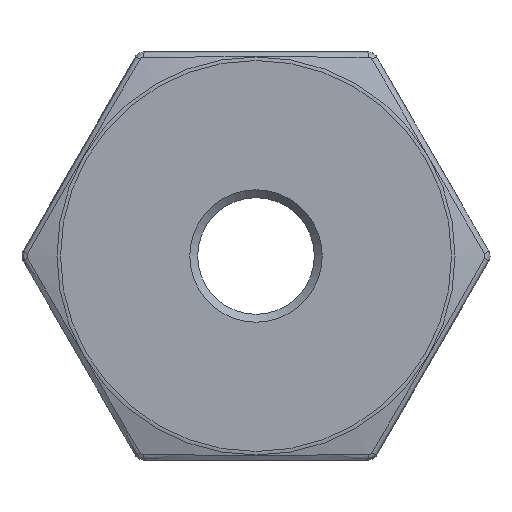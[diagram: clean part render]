
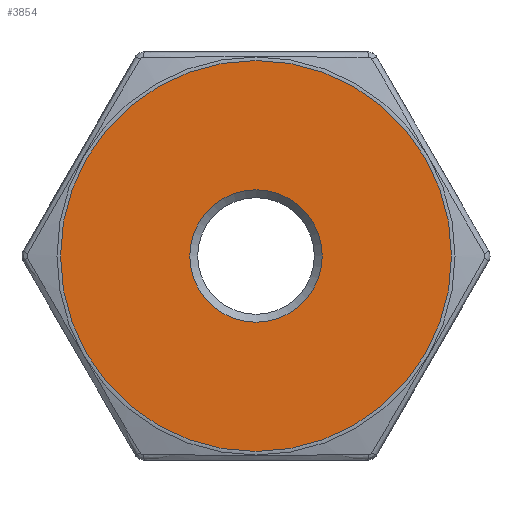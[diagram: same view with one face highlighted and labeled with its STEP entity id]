
A CAD part, left-side view. The second image highlights one B-rep face of the part: STEP entity #3854.
In plain terms, the highlighted planar face has unit normal (-1, 0, 0).
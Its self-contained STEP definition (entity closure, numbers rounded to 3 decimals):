
#1574 = ORIENTED_EDGE ( 'NONE', *, *, #3757, .F. ) ;
#3551 = DIRECTION ( 'NONE',  ( 0., -1., 0. ) ) ;
#3617 = AXIS2_PLACEMENT_3D ( 'NONE', #9214, #11585, #12978 ) ;
#3757 = EDGE_CURVE ( 'NONE', #11316, #11316, #12347, .T. ) ;
#3854 = ADVANCED_FACE ( 'NONE', ( #4394, #10728 ), #14413, .T. ) ;
#4394 = FACE_OUTER_BOUND ( 'NONE', #14545, .T. ) ;
#4484 = DIRECTION ( 'NONE',  ( -1., 0., 0. ) ) ;
#6512 = CIRCLE ( 'NONE', #3617, 14.368 ) ;
#6645 = EDGE_LOOP ( 'NONE', ( #1574 ) ) ;
#8332 = EDGE_CURVE ( 'NONE', #8932, #8932, #6512, .T. ) ;
#8705 = CARTESIAN_POINT ( 'NONE',  ( 0., -14.368, 0. ) ) ;
#8923 = AXIS2_PLACEMENT_3D ( 'NONE', #15718, #4484, #3551 ) ;
#8932 = VERTEX_POINT ( 'NONE', #8705 ) ;
#9214 = CARTESIAN_POINT ( 'NONE',  ( 0., 0., 0. ) ) ;
#9998 = AXIS2_PLACEMENT_3D ( 'NONE', #13910, #10473, #15478 ) ;
#10473 = DIRECTION ( 'NONE',  ( -1., 0., 0. ) ) ;
#10728 = FACE_BOUND ( 'NONE', #6645, .T. ) ;
#11316 = VERTEX_POINT ( 'NONE', #14939 ) ;
#11585 = DIRECTION ( 'NONE',  ( -1., 0., 0. ) ) ;
#12347 = CIRCLE ( 'NONE', #9998, 4.864 ) ;
#12978 = DIRECTION ( 'NONE',  ( 0., -1., 0. ) ) ;
#13910 = CARTESIAN_POINT ( 'NONE',  ( 0., 0., 0. ) ) ;
#14413 = PLANE ( 'NONE',  #8923 ) ;
#14545 = EDGE_LOOP ( 'NONE', ( #16198 ) ) ;
#14939 = CARTESIAN_POINT ( 'NONE',  ( 0., 0., 4.864 ) ) ;
#15478 = DIRECTION ( 'NONE',  ( 0., 0., 1. ) ) ;
#15718 = CARTESIAN_POINT ( 'NONE',  ( 0., 0., 0. ) ) ;
#16198 = ORIENTED_EDGE ( 'NONE', *, *, #8332, .T. ) ;
